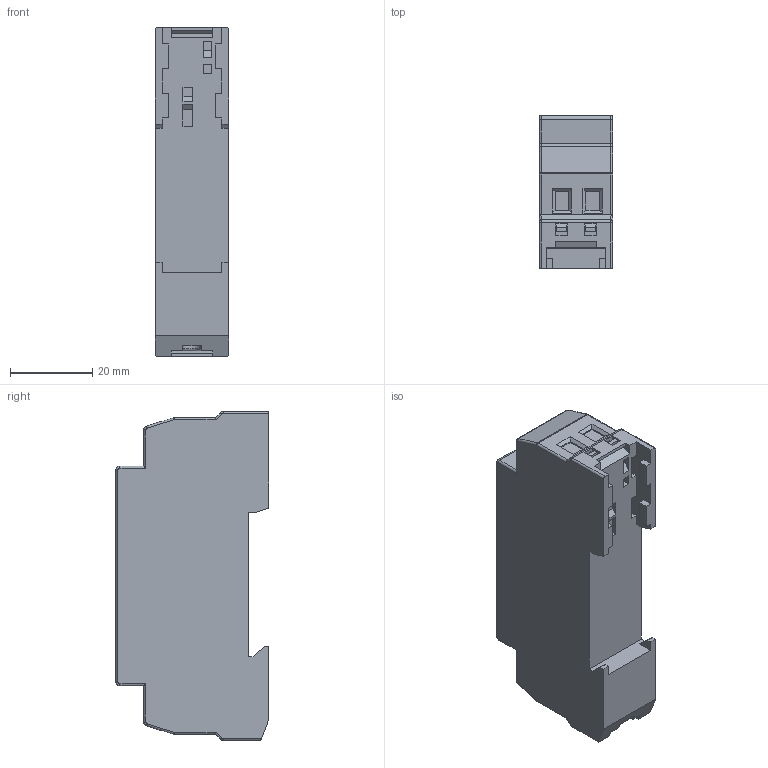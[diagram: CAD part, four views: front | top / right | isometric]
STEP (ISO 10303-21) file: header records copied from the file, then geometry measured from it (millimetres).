
FILE_DESCRIPTION((''),'2;1');
FILE_NAME('ETITEC_L1_ASM','2021-03-03T',('marketing.praksa'),('Audax d.o.o.'),'CREO PARAMETRIC BY PTC INC, 2017480','CREO PARAMETRIC BY PTC INC, 2017480','');
FILE_SCHEMA(('AUTOMOTIVE_DESIGN { 1 0 10303 214 1 1 1 1 }'));
Length unit declared in the file: millimetre
Products named in the file (10): ETITEC_L1_ETI_1_1; PRT0030_1; PRT0033_1; PRT0034_1; PRT0043_1; PRT0044_1; TMP_DWG_65_1_1_1_2_1_2_3_1_2__4; TMP_DWG_65_1_2_1_2_1_2_3_1_2__4; TMP_DWG_65_1_3_1_2_1_2_3_1_2__4; ETITEC_L1_ASM
Assembly tree (9 placements, depth 2):
  ETITEC_L1_ASM
    ETITEC_L1_ETI_1_1
    PRT0030_1
    PRT0033_1
    PRT0034_1
    PRT0043_1
    PRT0044_1
    TMP_DWG_65_1_1_1_2_1_2_3_1_2__4
    TMP_DWG_65_1_2_1_2_1_2_3_1_2__4
    TMP_DWG_65_1_3_1_2_1_2_3_1_2__4
Bounding box: 17.9 x 37.35 x 80 mm (x, y, z)
Volume: 27420 mm3; surface area: 22833.1 mm2
Topology: 9 solids, 9 shells, 494 faces, 1325 edges, 860 vertices
Faces by surface type: plane 358, cylinder 111, bspline 16, torus 9
Entity records: 20564 total; most frequent: CARTESIAN_POINT 3051, ORIENTED_EDGE 2650, DIRECTION 2550, PRESENTATION_STYLE_ASSIGNMENT 1334, STYLED_ITEM 1334, CURVE_STYLE 1325, EDGE_CURVE 1325, VECTOR 1062
